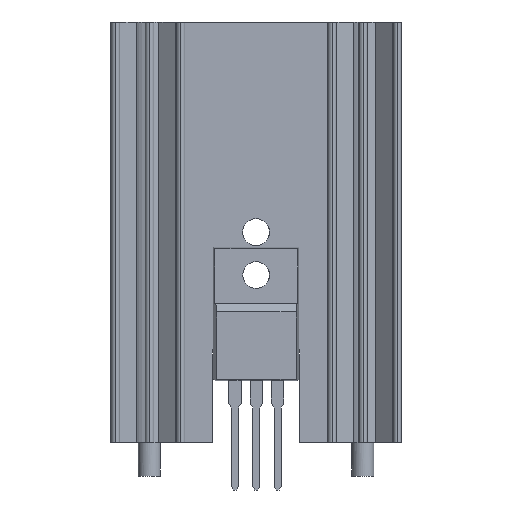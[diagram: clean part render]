
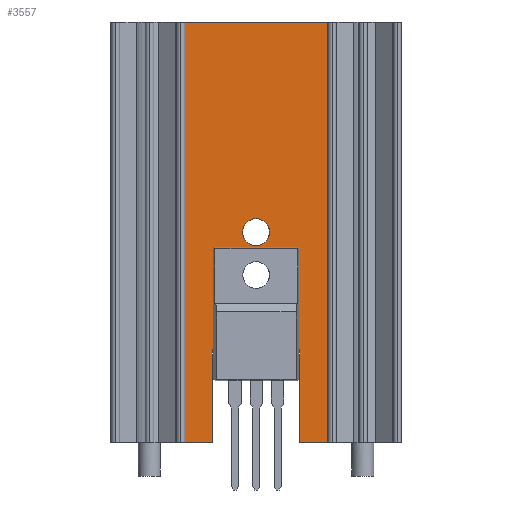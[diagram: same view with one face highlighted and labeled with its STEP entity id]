
A CAD part, left-side view. The second image highlights one B-rep face of the part: STEP entity #3557.
In plain terms, the highlighted planar face has unit normal (-1, -0.008, 0).
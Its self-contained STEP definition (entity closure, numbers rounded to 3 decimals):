
#32=FACE_BOUND('',#453,.T.);
#33=FACE_BOUND('',#454,.T.);
#34=FACE_BOUND('',#455,.T.);
#130=PLANE('',#3830);
#263=FACE_OUTER_BOUND('',#452,.T.);
#452=EDGE_LOOP('',(#2906,#2907,#2908,#2909,#2910,#2911,#2912,#2913));
#453=EDGE_LOOP('',(#2914));
#454=EDGE_LOOP('',(#2915));
#455=EDGE_LOOP('',(#2916));
#678=LINE('',#5381,#1070);
#876=LINE('',#5866,#1268);
#877=LINE('',#5870,#1269);
#878=LINE('',#5872,#1270);
#879=LINE('',#5874,#1271);
#880=LINE('',#5875,#1272);
#881=LINE('',#5877,#1273);
#882=LINE('',#5878,#1274);
#1070=VECTOR('',#4300,1000.);
#1268=VECTOR('',#4674,1000.);
#1269=VECTOR('',#4679,1000.);
#1270=VECTOR('',#4680,1000.);
#1271=VECTOR('',#4681,1000.);
#1272=VECTOR('',#4682,1000.);
#1273=VECTOR('',#4683,1000.);
#1274=VECTOR('',#4684,1000.);
#1324=CIRCLE('',#3720,1.6);
#1326=CIRCLE('',#3723,1.6);
#1328=CIRCLE('',#3726,1.6);
#1544=VERTEX_POINT('',#5313);
#1546=VERTEX_POINT('',#5319);
#1548=VERTEX_POINT('',#5325);
#1571=VERTEX_POINT('',#5378);
#1572=VERTEX_POINT('',#5380);
#1770=VERTEX_POINT('',#5863);
#1771=VERTEX_POINT('',#5865);
#1772=VERTEX_POINT('',#5869);
#1773=VERTEX_POINT('',#5871);
#1774=VERTEX_POINT('',#5873);
#1775=VERTEX_POINT('',#5876);
#1940=EDGE_CURVE('',#1544,#1544,#1324,.T.);
#1943=EDGE_CURVE('',#1546,#1546,#1326,.T.);
#1946=EDGE_CURVE('',#1548,#1548,#1328,.T.);
#1973=EDGE_CURVE('',#1571,#1572,#678,.T.);
#2204=EDGE_CURVE('',#1771,#1770,#876,.T.);
#2206=EDGE_CURVE('',#1772,#1571,#877,.T.);
#2207=EDGE_CURVE('',#1773,#1772,#878,.T.);
#2208=EDGE_CURVE('',#1774,#1773,#879,.T.);
#2209=EDGE_CURVE('',#1771,#1774,#880,.T.);
#2210=EDGE_CURVE('',#1770,#1775,#881,.T.);
#2211=EDGE_CURVE('',#1572,#1775,#882,.T.);
#2906=ORIENTED_EDGE('',*,*,#1973,.F.);
#2907=ORIENTED_EDGE('',*,*,#2206,.F.);
#2908=ORIENTED_EDGE('',*,*,#2207,.F.);
#2909=ORIENTED_EDGE('',*,*,#2208,.F.);
#2910=ORIENTED_EDGE('',*,*,#2209,.F.);
#2911=ORIENTED_EDGE('',*,*,#2204,.T.);
#2912=ORIENTED_EDGE('',*,*,#2210,.T.);
#2913=ORIENTED_EDGE('',*,*,#2211,.F.);
#2914=ORIENTED_EDGE('',*,*,#1940,.F.);
#2915=ORIENTED_EDGE('',*,*,#1943,.F.);
#2916=ORIENTED_EDGE('',*,*,#1946,.F.);
#3557=ADVANCED_FACE('',(#263,#32,#33,#34),#130,.F.);
#3720=AXIS2_PLACEMENT_3D('',#5315,#4241,#4242);
#3723=AXIS2_PLACEMENT_3D('',#5321,#4248,#4249);
#3726=AXIS2_PLACEMENT_3D('',#5327,#4255,#4256);
#3830=AXIS2_PLACEMENT_3D('',#5868,#4677,#4678);
#4241=DIRECTION('center_axis',(-1.,-0.008,
0.));
#4242=DIRECTION('ref_axis',(0.,0.,
-1.));
#4248=DIRECTION('center_axis',(-1.,-0.008,
0.));
#4249=DIRECTION('ref_axis',(0.,0.,
-1.));
#4255=DIRECTION('center_axis',(-1.,-0.008,
0.));
#4256=DIRECTION('ref_axis',(0.,0.,
-1.));
#4300=DIRECTION('',(-0.008,1.,0.));
#4674=DIRECTION('',(0.,0.,1.));
#4677=DIRECTION('center_axis',(1.,0.008,0.));
#4678=DIRECTION('ref_axis',(0.008,-1.,0.));
#4679=DIRECTION('',(0.,0.,-1.));
#4680=DIRECTION('',(-0.008,1.,0.));
#4681=DIRECTION('',(0.,0.,1.));
#4682=DIRECTION('',(-0.008,1.,0.));
#4683=DIRECTION('',(-0.008,1.,0.));
#4684=DIRECTION('',(0.,0.,1.));
#5313=CARTESIAN_POINT('',(-1.181,12.691,30.6));
#5315=CARTESIAN_POINT('Origin',(-1.181,12.691,29.));
#5319=CARTESIAN_POINT('',(-1.181,12.691,25.5));
#5321=CARTESIAN_POINT('Origin',(-1.181,12.691,23.9));
#5325=CARTESIAN_POINT('',(-1.181,12.691,20.6));
#5327=CARTESIAN_POINT('Origin',(-1.181,12.691,19.));
#5378=CARTESIAN_POINT('',(-1.221,17.891,4.));
#5380=CARTESIAN_POINT('',(-1.261,23.145,4.));
#5381=CARTESIAN_POINT('',(-1.261,23.145,4.));
#5863=CARTESIAN_POINT('',(-1.101,2.238,54.));
#5865=CARTESIAN_POINT('',(-1.101,2.238,4.));
#5866=CARTESIAN_POINT('',(-1.101,2.238,4.));
#5868=CARTESIAN_POINT('Origin',(-1.261,23.145,4.));
#5869=CARTESIAN_POINT('',(-1.221,17.891,15.));
#5870=CARTESIAN_POINT('',(-1.221,17.891,4.));
#5871=CARTESIAN_POINT('',(-1.141,7.492,15.));
#5872=CARTESIAN_POINT('',(-1.221,17.891,15.));
#5873=CARTESIAN_POINT('',(-1.141,7.492,4.));
#5874=CARTESIAN_POINT('',(-1.141,7.492,4.));
#5875=CARTESIAN_POINT('',(-1.261,23.145,4.));
#5876=CARTESIAN_POINT('',(-1.261,23.145,54.));
#5877=CARTESIAN_POINT('',(-1.261,23.145,54.));
#5878=CARTESIAN_POINT('',(-1.261,23.145,4.));
